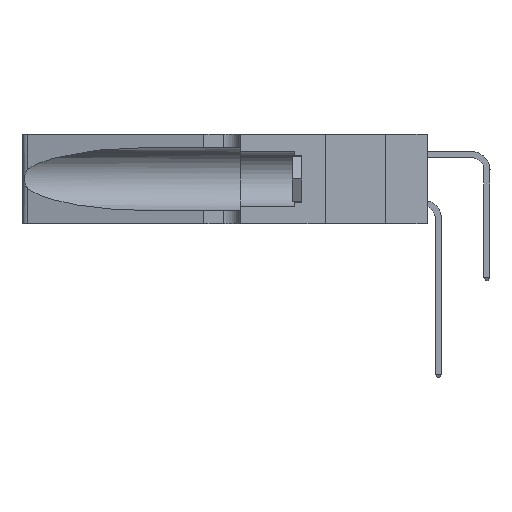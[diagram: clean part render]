
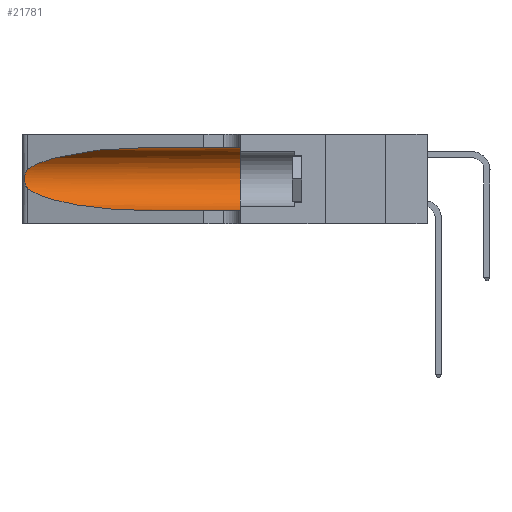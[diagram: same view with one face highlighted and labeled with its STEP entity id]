
A CAD part, left-side view. The second image highlights one B-rep face of the part: STEP entity #21781.
In plain terms, the highlighted cylindrical face has radius 3.308 mm (diameter 6.617 mm), a partial arc.
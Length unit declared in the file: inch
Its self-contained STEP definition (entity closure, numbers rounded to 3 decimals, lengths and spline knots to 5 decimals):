
#1741 = CARTESIAN_POINT ( 'NONE',  ( 0.25487, 1.22718, 0.22369 ) ) ;
#1790 = CARTESIAN_POINT ( 'NONE',  ( 0.25487, 1.22718, 0.14631 ) ) ;
#1851 = LINE ( 'NONE', #24907, #31812 ) ;
#3718 = CARTESIAN_POINT ( 'NONE',  ( 0.25487, 1.22718, 0.14631 ) ) ;
#4608 = VERTEX_POINT ( 'NONE', #3718 ) ;
#4700 = LINE ( 'NONE', #25423, #25737 ) ;
#4796 = DIRECTION ( 'NONE',  ( 0., -1., 0. ) ) ;
#5092 = CARTESIAN_POINT ( 'NONE',  ( 0.25789, 1.23486, 0.15765 ) ) ;
#5113 = CARTESIAN_POINT ( 'NONE',  ( 0.1305, 0.72297, 0.31525 ) ) ;
#5160 = CARTESIAN_POINT ( 'NONE',  ( 0.1305, 0.72297, 0.05475 ) ) ;
#5800 = ORIENTED_EDGE ( 'NONE', *, *, #30613, .T. ) ;
#8477 = CARTESIAN_POINT ( 'NONE',  ( 0.26018, 1.23835, 0.19895 ) ) ;
#8538 = FACE_OUTER_BOUND ( 'NONE', #25468, .T. ) ;
#8810 = CARTESIAN_POINT ( 'NONE',  ( 0.1305, 0.35, 0.05475 ) ) ;
#10395 = ORIENTED_EDGE ( 'NONE', *, *, #15326, .F. ) ;
#10820 = ORIENTED_EDGE ( 'NONE', *, *, #38579, .T. ) ;
#11373 = ORIENTED_EDGE ( 'NONE', *, *, #35953, .T. ) ;
#11742 =( BOUNDED_CURVE ( )  B_SPLINE_CURVE ( 3, ( #1790, #25285, #15629, #39104 ),
 .UNSPECIFIED., .F., .F. ) 
 B_SPLINE_CURVE_WITH_KNOTS ( ( 4, 4 ),
 ( 3.44316, 4.71239 ),
 .UNSPECIFIED. ) 
 CURVE ( )  GEOMETRIC_REPRESENTATION_ITEM ( )  RATIONAL_B_SPLINE_CURVE ( ( 1., 0.87, 0.87, 1. ) ) 
 REPRESENTATION_ITEM ( '' )  );
#11866 = CARTESIAN_POINT ( 'NONE',  ( 0.25854, 1.2359, 0.20912 ) ) ;
#12850 = CARTESIAN_POINT ( 'NONE',  ( 0.18966, 0.96281, 0.31525 ) ) ;
#13711 = EDGE_CURVE ( 'NONE', #21074, #38516, #1851, .T. ) ;
#13817 = ORIENTED_EDGE ( 'NONE', *, *, #32037, .T. ) ;
#13833 = CARTESIAN_POINT ( 'NONE',  ( 0.25487, 1.22718, 0.22369 ) ) ;
#14207 = CARTESIAN_POINT ( 'NONE',  ( 0.1305, 1.61858, 0.185 ) ) ;
#15022 = DIRECTION ( 'NONE',  ( 0., -1., 0. ) ) ;
#15118 = CARTESIAN_POINT ( 'NONE',  ( 0.25555, 1.22994, 0.2215 ) ) ;
#15326 = EDGE_CURVE ( 'NONE', #38516, #17588, #34883, .T. ) ;
#15629 = CARTESIAN_POINT ( 'NONE',  ( 0.18966, 0.96281, 0.05475 ) ) ;
#16270 = CARTESIAN_POINT ( 'NONE',  ( 0.2373, 1.15595, 0.28018 ) ) ;
#17588 = VERTEX_POINT ( 'NONE', #8810 ) ;
#21074 = VERTEX_POINT ( 'NONE', #5113 ) ;
#21720 = CARTESIAN_POINT ( 'NONE',  ( 0.25639, 1.23186, 0.15144 ) ) ;
#21781 = ADVANCED_FACE ( 'NONE', ( #8538 ), #30593, .F. ) ;
#24851 = DIRECTION ( 'NONE',  ( 0., 0., 1. ) ) ;
#24907 = CARTESIAN_POINT ( 'NONE',  ( 0.1305, 1.61858, 0.31525 ) ) ;
#25285 = CARTESIAN_POINT ( 'NONE',  ( 0.2373, 1.15595, 0.08982 ) ) ;
#25423 = CARTESIAN_POINT ( 'NONE',  ( 0.1305, 1.61858, 0.05475 ) ) ;
#25468 = EDGE_LOOP ( 'NONE', ( #5800, #10820, #13817, #11373, #10395, #26495 ) ) ;
#25737 = VECTOR ( 'NONE', #15022, 39.37008 ) ;
#26061 = CARTESIAN_POINT ( 'NONE',  ( 0.1305, 0.72297, 0.31525 ) ) ;
#26495 = ORIENTED_EDGE ( 'NONE', *, *, #13711, .F. ) ;
#27263 = DIRECTION ( 'NONE',  ( 0., 0., -1. ) ) ;
#27313 =( BOUNDED_CURVE ( )  B_SPLINE_CURVE ( 3, ( #26061, #12850, #16270, #13833 ),
 .UNSPECIFIED., .F., .F. ) 
 B_SPLINE_CURVE_WITH_KNOTS ( ( 4, 4 ),
 ( 1.5708, 2.84003 ),
 .UNSPECIFIED. ) 
 CURVE ( )  GEOMETRIC_REPRESENTATION_ITEM ( )  RATIONAL_B_SPLINE_CURVE ( ( 1., 0.87, 0.87, 1. ) ) 
 REPRESENTATION_ITEM ( '' )  );
#28442 = CARTESIAN_POINT ( 'NONE',  ( 0.25639, 1.23184, 0.21858 ) ) ;
#28603 = CARTESIAN_POINT ( 'NONE',  ( 0.25487, 1.22718, 0.14631 ) ) ;
#29843 = AXIS2_PLACEMENT_3D ( 'NONE', #14207, #41103, #27263 ) ;
#30593 = CYLINDRICAL_SURFACE ( 'NONE', #29843, 0.13025 ) ;
#30613 = EDGE_CURVE ( 'NONE', #21074, #34642, #27313, .T. ) ;
#31554 = CARTESIAN_POINT ( 'NONE',  ( 0.26017, 1.23833, 0.17102 ) ) ;
#31812 = VECTOR ( 'NONE', #4796, 39.37008 ) ;
#32002 = CARTESIAN_POINT ( 'NONE',  ( 0.25856, 1.23593, 0.16098 ) ) ;
#32037 = EDGE_CURVE ( 'NONE', #4608, #32757, #11742, .T. ) ;
#32757 = VERTEX_POINT ( 'NONE', #5160 ) ;
#34642 = VERTEX_POINT ( 'NONE', #39139 ) ;
#34761 = CARTESIAN_POINT ( 'NONE',  ( 0.25787, 1.23484, 0.2124 ) ) ;
#34883 = CIRCLE ( 'NONE', #42147, 0.13025 ) ;
#35295 = DIRECTION ( 'NONE',  ( 0., 1., 0. ) ) ;
#35953 = EDGE_CURVE ( 'NONE', #32757, #17588, #4700, .T. ) ;
#37529 = CARTESIAN_POINT ( 'NONE',  ( 0.1305, 0.35, 0.31525 ) ) ;
#37818 = B_SPLINE_CURVE_WITH_KNOTS ( 'NONE', 3,
 ( #1741, #15118, #28442, #34761, #11866, #8477, #38768, #38606, #31554, #32002, #5092, #21720, #38144, #28603 ),
 .UNSPECIFIED., .F., .F.,
 ( 4, 2, 2, 2, 2, 2, 4 ),
 ( 0., 0.00027, 0.00053, 0.00107, 0.0016, 0.00187, 0.00214 ),
 .UNSPECIFIED. ) ;
#38144 = CARTESIAN_POINT ( 'NONE',  ( 0.25555, 1.22993, 0.14849 ) ) ;
#38516 = VERTEX_POINT ( 'NONE', #37529 ) ;
#38579 = EDGE_CURVE ( 'NONE', #34642, #4608, #37818, .T. ) ;
#38606 = CARTESIAN_POINT ( 'NONE',  ( 0.26075, 1.23896, 0.178 ) ) ;
#38768 = CARTESIAN_POINT ( 'NONE',  ( 0.26075, 1.23896, 0.19203 ) ) ;
#39104 = CARTESIAN_POINT ( 'NONE',  ( 0.1305, 0.72297, 0.05475 ) ) ;
#39139 = CARTESIAN_POINT ( 'NONE',  ( 0.25487, 1.22718, 0.22369 ) ) ;
#41103 = DIRECTION ( 'NONE',  ( 0., -1., 0. ) ) ;
#41609 = CARTESIAN_POINT ( 'NONE',  ( 0.1305, 0.35, 0.185 ) ) ;
#42147 = AXIS2_PLACEMENT_3D ( 'NONE', #41609, #35295, #24851 ) ;
